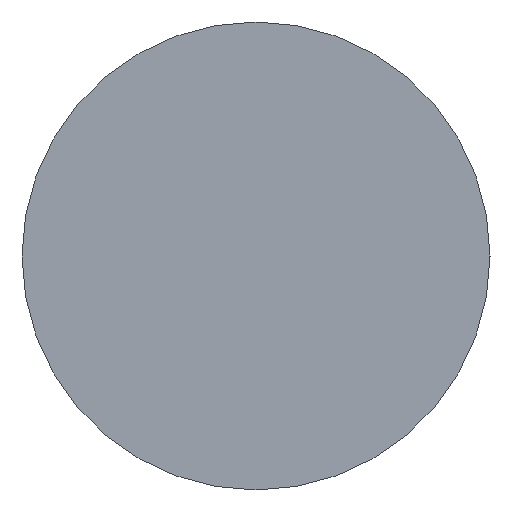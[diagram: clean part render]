
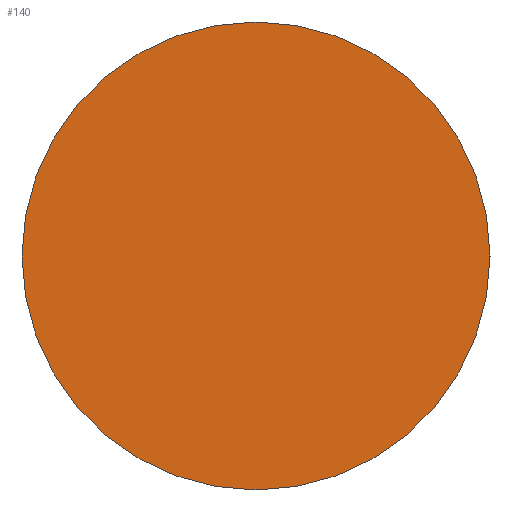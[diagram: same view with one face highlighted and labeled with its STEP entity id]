
A CAD part, left-side view. The second image highlights one B-rep face of the part: STEP entity #140.
In plain terms, the highlighted planar face has unit normal (-1, 0, 0).
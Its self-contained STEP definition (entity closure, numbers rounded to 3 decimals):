
#3 = EDGE_CURVE ( 'NONE', #47, #46, #42, .T. ) ;
#17 = DIRECTION ( 'NONE',  ( 0., 0., -1. ) ) ;
#23 = ORIENTED_EDGE ( 'NONE', *, *, #3, .T. ) ;
#36 = CARTESIAN_POINT ( 'NONE',  ( 115.774, 65.234, 12.7 ) ) ;
#38 = CARTESIAN_POINT ( 'NONE',  ( 115.774, 65.234, 0. ) ) ;
#42 = CIRCLE ( 'NONE', #154, 12.7 ) ;
#46 = VERTEX_POINT ( 'NONE', #119 ) ;
#47 = VERTEX_POINT ( 'NONE', #36 ) ;
#54 = DIRECTION ( 'NONE',  ( 0., 0., 1. ) ) ;
#56 = CARTESIAN_POINT ( 'NONE',  ( 115.774, 65.234, 0. ) ) ;
#65 = ORIENTED_EDGE ( 'NONE', *, *, #185, .T. ) ;
#67 = CARTESIAN_POINT ( 'NONE',  ( 115.774, 65.234, 0. ) ) ;
#81 = DIRECTION ( 'NONE',  ( 0., 0., 1. ) ) ;
#113 = EDGE_LOOP ( 'NONE', ( #23, #65 ) ) ;
#119 = CARTESIAN_POINT ( 'NONE',  ( 115.774, 65.234, -12.7 ) ) ;
#126 = PLANE ( 'NONE',  #159 ) ;
#140 = ADVANCED_FACE ( 'NONE', ( #175 ), #126, .F. ) ;
#142 = AXIS2_PLACEMENT_3D ( 'NONE', #67, #166, #81 ) ;
#153 = DIRECTION ( 'NONE',  ( 1., 0., 0. ) ) ;
#154 = AXIS2_PLACEMENT_3D ( 'NONE', #38, #177, #54 ) ;
#158 = CIRCLE ( 'NONE', #142, 12.7 ) ;
#159 = AXIS2_PLACEMENT_3D ( 'NONE', #56, #153, #17 ) ;
#166 = DIRECTION ( 'NONE',  ( -1., 0., 0. ) ) ;
#175 = FACE_OUTER_BOUND ( 'NONE', #113, .T. ) ;
#177 = DIRECTION ( 'NONE',  ( -1., 0., 0. ) ) ;
#185 = EDGE_CURVE ( 'NONE', #46, #47, #158, .T. ) ;
